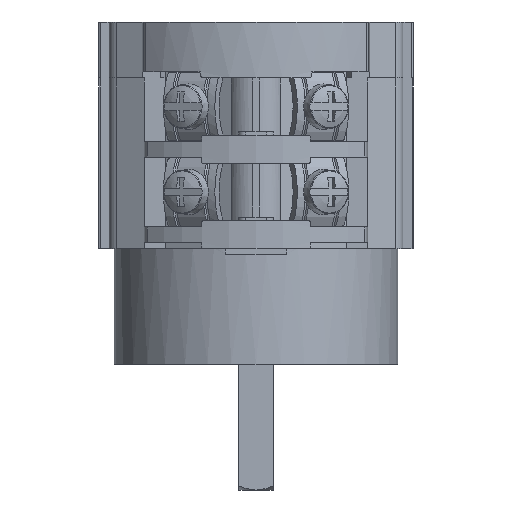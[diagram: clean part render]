
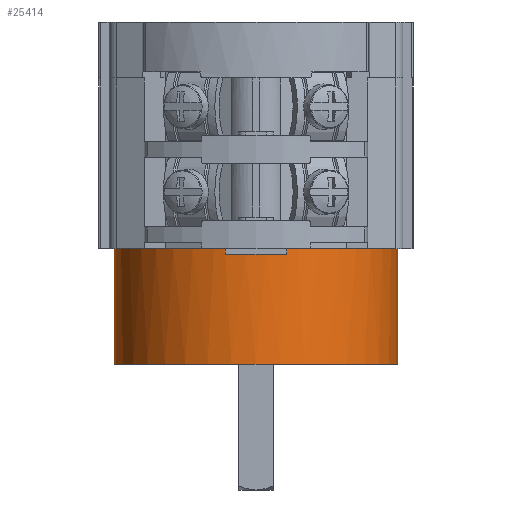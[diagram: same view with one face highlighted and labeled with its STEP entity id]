
A CAD part, front view. The second image highlights one B-rep face of the part: STEP entity #25414.
In plain terms, the highlighted cylindrical face has radius 20.25 mm (diameter 40.5 mm), a partial arc.
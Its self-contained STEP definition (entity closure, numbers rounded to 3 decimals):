
#2753=DIRECTION('',(0.,0.,1.));
#2754=VECTOR('',#2753,16.5);
#2755=CARTESIAN_POINT('',(20.25,0.,0.));
#2756=LINE('',#2755,#2754);
#2805=CARTESIAN_POINT('',(0.,0.,16.5));
#2806=DIRECTION('',(0.,0.,1.));
#2807=DIRECTION('',(-1.,0.,0.));
#2808=AXIS2_PLACEMENT_3D('',#2805,#2806,#2807);
#2810=CARTESIAN_POINT('',(0.,0.,16.5));
#2811=DIRECTION('',(0.,0.,1.));
#2812=DIRECTION('',(-0.298,-0.955,0.));
#2813=AXIS2_PLACEMENT_3D('',#2810,#2811,#2812);
#2815=DIRECTION('',(0.,0.,1.));
#2816=VECTOR('',#2815,0.8);
#2817=CARTESIAN_POINT('',(-4.4,-19.766,15.7));
#2818=LINE('',#2817,#2816);
#2819=CARTESIAN_POINT('',(0.,0.,15.7));
#2820=DIRECTION('',(0.,0.,1.));
#2821=DIRECTION('',(-0.217,-0.976,0.));
#2822=AXIS2_PLACEMENT_3D('',#2819,#2820,#2821);
#2824=DIRECTION('',(0.,0.,1.));
#2825=VECTOR('',#2824,0.8);
#2826=CARTESIAN_POINT('',(4.4,-19.766,15.7));
#2827=LINE('',#2826,#2825);
#2828=CARTESIAN_POINT('',(0.,0.,16.5));
#2829=DIRECTION('',(0.,0.,1.));
#2830=DIRECTION('',(0.217,-0.976,0.));
#2831=AXIS2_PLACEMENT_3D('',#2828,#2829,#2830);
#2833=CARTESIAN_POINT('',(0.,0.,16.5));
#2834=DIRECTION('',(0.,0.,1.));
#2835=DIRECTION('',(0.81,-0.586,0.));
#2836=AXIS2_PLACEMENT_3D('',#2833,#2834,#2835);
#2838=DIRECTION('',(0.,0.,1.));
#2839=VECTOR('',#2838,16.5);
#2840=CARTESIAN_POINT('',(-20.25,0.,0.));
#2841=LINE('',#2840,#2839);
#2866=CARTESIAN_POINT('',(0.,0.,16.5));
#2867=DIRECTION('',(0.,0.,1.));
#2868=DIRECTION('',(-0.81,-0.586,0.));
#2869=AXIS2_PLACEMENT_3D('',#2866,#2867,#2868);
#5357=CARTESIAN_POINT('',(0.,0.,16.5));
#5358=DIRECTION('',(0.,0.,1.));
#5359=DIRECTION('',(0.298,-0.955,0.));
#5360=AXIS2_PLACEMENT_3D('',#5357,#5358,#5359);
#8178=CARTESIAN_POINT('',(0.,0.,0.));
#8179=DIRECTION('',(0.,0.,1.));
#8180=DIRECTION('',(-1.,0.,0.));
#8181=AXIS2_PLACEMENT_3D('',#8178,#8179,#8180);
#18439=CARTESIAN_POINT('',(20.25,0.,0.));
#18440=CARTESIAN_POINT('',(-20.25,0.,0.));
#18441=VERTEX_POINT('',#18439);
#18442=VERTEX_POINT('',#18440);
#18447=CARTESIAN_POINT('',(-4.4,-19.766,15.7));
#18448=CARTESIAN_POINT('',(4.4,-19.766,15.7));
#18449=VERTEX_POINT('',#18447);
#18450=VERTEX_POINT('',#18448);
#19097=CARTESIAN_POINT('',(-16.412,-11.862,16.5));
#19099=VERTEX_POINT('',#19097);
#19102=CARTESIAN_POINT('',(16.412,-11.862,16.5));
#19104=VERTEX_POINT('',#19102);
#19134=CARTESIAN_POINT('',(6.027,-19.332,16.5));
#19136=VERTEX_POINT('',#19134);
#19137=CARTESIAN_POINT('',(-6.03,-19.331,16.5));
#19139=VERTEX_POINT('',#19137);
#19141=CARTESIAN_POINT('',(20.25,0.,16.5));
#19142=VERTEX_POINT('',#19141);
#19143=CARTESIAN_POINT('',(-20.25,0.,16.5));
#19144=VERTEX_POINT('',#19143);
#19145=CARTESIAN_POINT('',(-4.4,-19.766,16.5));
#19146=VERTEX_POINT('',#19145);
#19147=CARTESIAN_POINT('',(4.4,-19.766,16.5));
#19148=VERTEX_POINT('',#19147);
#25387=CARTESIAN_POINT('',(0.,0.,0.));
#25388=DIRECTION('',(0.,0.,1.));
#25389=DIRECTION('',(1.,0.,0.));
#25390=AXIS2_PLACEMENT_3D('',#25387,#25388,#25389);
#25391=CYLINDRICAL_SURFACE('',#25390,20.25);
#25392=ORIENTED_EDGE('',*,*,#25329,.T.);
#25394=ORIENTED_EDGE('',*,*,#25393,.T.);
#25396=ORIENTED_EDGE('',*,*,#25395,.T.);
#25398=ORIENTED_EDGE('',*,*,#25397,.F.);
#25400=ORIENTED_EDGE('',*,*,#25399,.T.);
#25402=ORIENTED_EDGE('',*,*,#25401,.T.);
#25404=ORIENTED_EDGE('',*,*,#25403,.T.);
#25406=ORIENTED_EDGE('',*,*,#25405,.T.);
#25407=ORIENTED_EDGE('',*,*,#25363,.T.);
#25408=ORIENTED_EDGE('',*,*,#25352,.F.);
#25410=ORIENTED_EDGE('',*,*,#25409,.F.);
#25411=ORIENTED_EDGE('',*,*,#25348,.T.);
#25412=EDGE_LOOP('',(#25392,#25394,#25396,#25398,#25400,#25402,#25404,#25406,
#25407,#25408,#25410,#25411));
#25413=FACE_OUTER_BOUND('',#25412,.F.);
#2809=CIRCLE('',#2808,20.25);
#2814=CIRCLE('',#2813,20.25);
#2823=CIRCLE('',#2822,20.25);
#2832=CIRCLE('',#2831,20.25);
#2837=CIRCLE('',#2836,20.25);
#2870=CIRCLE('',#2869,20.25);
#5361=CIRCLE('',#5360,20.25);
#8182=CIRCLE('',#8181,20.25);
#25329=EDGE_CURVE('',#19144,#19099,#2809,.T.);
#25348=EDGE_CURVE('',#18442,#19144,#2841,.T.);
#25352=EDGE_CURVE('',#18441,#19142,#2756,.T.);
#25363=EDGE_CURVE('',#19104,#19142,#2837,.T.);
#25393=EDGE_CURVE('',#19099,#19139,#2870,.T.);
#25395=EDGE_CURVE('',#19139,#19146,#2814,.T.);
#25397=EDGE_CURVE('',#18449,#19146,#2818,.T.);
#25399=EDGE_CURVE('',#18449,#18450,#2823,.T.);
#25401=EDGE_CURVE('',#18450,#19148,#2827,.T.);
#25403=EDGE_CURVE('',#19148,#19136,#2832,.T.);
#25405=EDGE_CURVE('',#19136,#19104,#5361,.T.);
#25409=EDGE_CURVE('',#18442,#18441,#8182,.T.);
#25414=ADVANCED_FACE('',(#25413),#25391,.T.);
